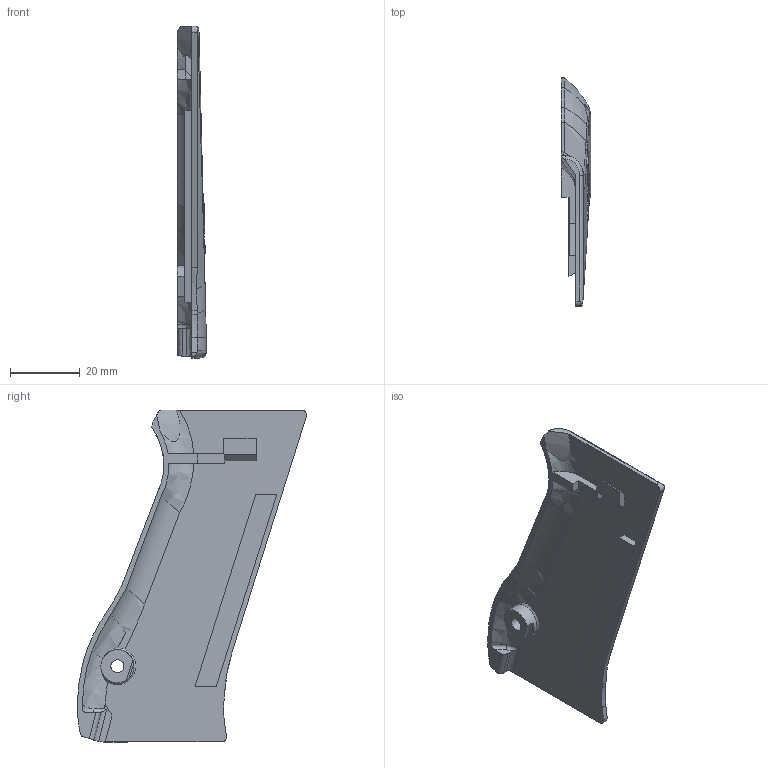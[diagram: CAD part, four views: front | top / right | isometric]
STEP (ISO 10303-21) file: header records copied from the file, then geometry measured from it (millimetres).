
FILE_DESCRIPTION(/* description */ ('Unknown'),/* implementation_level */ '2;1');
FILE_NAME(/* name */ 'jericho941_pre2007_gripLeft',/* time_stamp */ '2024-02-21T20:51:14-05:00',/* author */ ('Unknown'),/* organization */ ('Unknown'),/* preprocessor_version */ 'ST-DEVELOPER v18.1',/* originating_system */ 'Solid Edge',/* authorisation */ 'Unknown');
FILE_SCHEMA (('AUTOMOTIVE_DESIGN {1 0 10303 214 3 1 1}'));
Length unit declared in the file: millimetre
Products named in the file (2): jericho941_pre2007_grips; jericho941_pre2007_gripLeft
Assembly tree (1 placements, depth 2):
  jericho941_pre2007_grips
    jericho941_pre2007_gripLeft
Bounding box: 8.39 x 65.58 x 95 mm (x, y, z)
Volume: 11434.7 mm3; surface area: 9211 mm2
Topology: 1 solids, 1 shells, 351 faces, 980 edges, 637 vertices
Faces by surface type: plane 192, cylinder 85, bspline 45, cone 27, sphere 2
Full cylindrical faces by diameter (mm): 3.75 x1, 7.5 x1, 9.5 x1, 22 x1
Entity records: 12811 total; most frequent: CARTESIAN_POINT 4297, ORIENTED_EDGE 1932, DIRECTION 1552, EDGE_CURVE 966, VERTEX_POINT 632, AXIS2_PLACEMENT_3D 531, LINE 490, VECTOR 490
